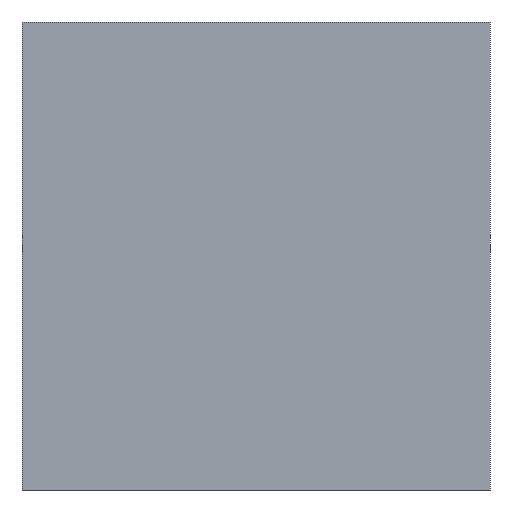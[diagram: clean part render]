
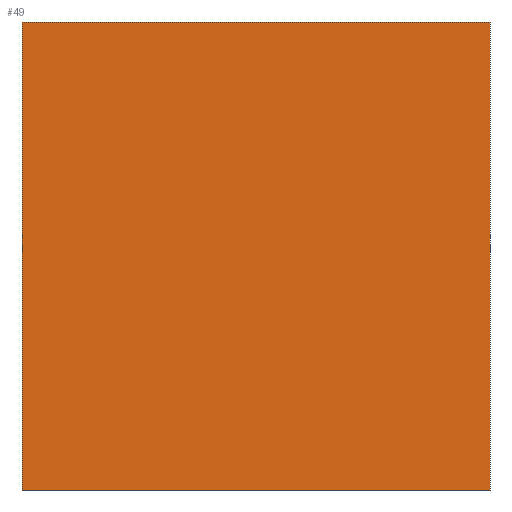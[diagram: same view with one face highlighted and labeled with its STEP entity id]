
A CAD part, left-side view. The second image highlights one B-rep face of the part: STEP entity #49.
In plain terms, the highlighted planar face has unit normal (-1, 0, 0).
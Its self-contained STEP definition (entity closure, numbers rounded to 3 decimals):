
#5 = VECTOR ( 'NONE', #77, 1000. ) ;
#6 = ORIENTED_EDGE ( 'NONE', *, *, #238, .F. ) ;
#24 = ORIENTED_EDGE ( 'NONE', *, *, #85, .T. ) ;
#28 = CARTESIAN_POINT ( 'NONE',  ( 284.707, 79.358, 25. ) ) ;
#42 = CARTESIAN_POINT ( 'NONE',  ( 284.707, 54.358, 0. ) ) ;
#43 = DIRECTION ( 'NONE',  ( 1., 0., 0. ) ) ;
#49 = ADVANCED_FACE ( 'NONE', ( #232 ), #107, .F. ) ;
#56 = VECTOR ( 'NONE', #131, 1000. ) ;
#60 = CARTESIAN_POINT ( 'NONE',  ( 284.707, 66.858, 0. ) ) ;
#62 = VERTEX_POINT ( 'NONE', #127 ) ;
#64 = CARTESIAN_POINT ( 'NONE',  ( 284.707, 54.358, 25. ) ) ;
#65 = DIRECTION ( 'NONE',  ( 0., 0., -1. ) ) ;
#77 = DIRECTION ( 'NONE',  ( 0., -1., 0. ) ) ;
#80 = DIRECTION ( 'NONE',  ( 0., 0., -1. ) ) ;
#85 = EDGE_CURVE ( 'NONE', #62, #130, #100, .T. ) ;
#91 = DIRECTION ( 'NONE',  ( 0., 0., -1. ) ) ;
#95 = ORIENTED_EDGE ( 'NONE', *, *, #198, .F. ) ;
#98 = CARTESIAN_POINT ( 'NONE',  ( 284.707, 54.358, 25. ) ) ;
#100 = LINE ( 'NONE', #60, #5 ) ;
#106 = VERTEX_POINT ( 'NONE', #223 ) ;
#107 = PLANE ( 'NONE',  #120 ) ;
#110 = CARTESIAN_POINT ( 'NONE',  ( 284.707, 66.858, 25. ) ) ;
#117 = LINE ( 'NONE', #98, #56 ) ;
#120 = AXIS2_PLACEMENT_3D ( 'NONE', #110, #43, #91 ) ;
#127 = CARTESIAN_POINT ( 'NONE',  ( 284.707, 79.358, 0. ) ) ;
#130 = VERTEX_POINT ( 'NONE', #42 ) ;
#131 = DIRECTION ( 'NONE',  ( 0., -1., 0. ) ) ;
#141 = EDGE_LOOP ( 'NONE', ( #24, #6, #95, #174 ) ) ;
#147 = CARTESIAN_POINT ( 'NONE',  ( 284.707, 54.358, 25. ) ) ;
#172 = LINE ( 'NONE', #64, #236 ) ;
#174 = ORIENTED_EDGE ( 'NONE', *, *, #230, .T. ) ;
#194 = VERTEX_POINT ( 'NONE', #147 ) ;
#198 = EDGE_CURVE ( 'NONE', #106, #194, #117, .T. ) ;
#213 = LINE ( 'NONE', #28, #229 ) ;
#223 = CARTESIAN_POINT ( 'NONE',  ( 284.707, 79.358, 25. ) ) ;
#229 = VECTOR ( 'NONE', #80, 1000. ) ;
#230 = EDGE_CURVE ( 'NONE', #106, #62, #213, .T. ) ;
#232 = FACE_OUTER_BOUND ( 'NONE', #141, .T. ) ;
#236 = VECTOR ( 'NONE', #65, 1000. ) ;
#238 = EDGE_CURVE ( 'NONE', #194, #130, #172, .T. ) ;
